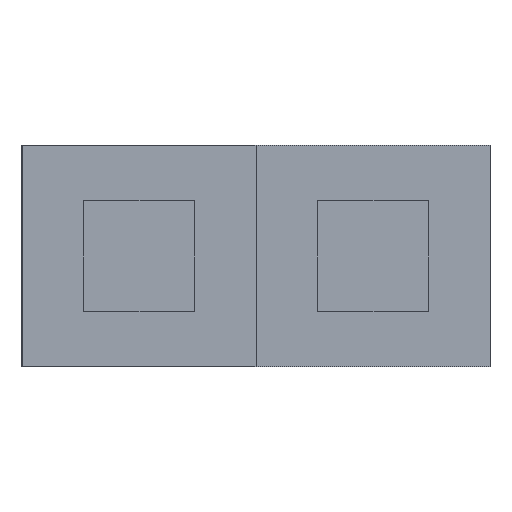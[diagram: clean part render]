
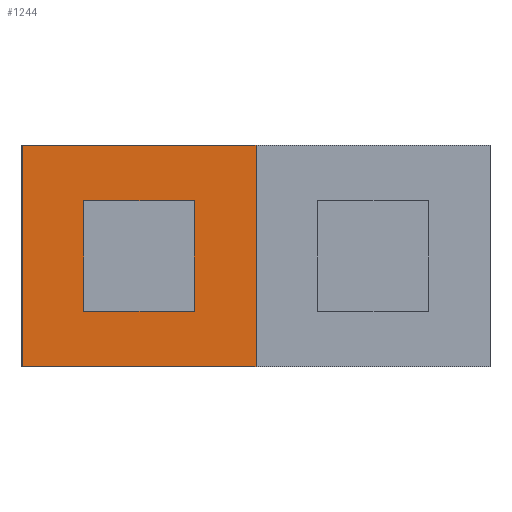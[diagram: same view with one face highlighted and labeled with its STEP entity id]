
A CAD part, front view. The second image highlights one B-rep face of the part: STEP entity #1244.
In plain terms, the highlighted planar face has unit normal (0, -1, 0).
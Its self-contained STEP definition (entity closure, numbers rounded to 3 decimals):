
#31 = CARTESIAN_POINT ( 'NONE',  ( -0.6, -5., 0.6 ) ) ;
#59 = ORIENTED_EDGE ( 'NONE', *, *, #316, .F. ) ;
#68 = DIRECTION ( 'NONE',  ( 1., 0., 0. ) ) ;
#102 = CARTESIAN_POINT ( 'NONE',  ( -1.27, -5., 1.2 ) ) ;
#138 = VECTOR ( 'NONE', #692, 1000. ) ;
#144 = PLANE ( 'NONE',  #894 ) ;
#154 = LINE ( 'NONE', #31, #661 ) ;
#172 = EDGE_CURVE ( 'NONE', #862, #1234, #1014, .T. ) ;
#191 = CARTESIAN_POINT ( 'NONE',  ( 0.6, -5., -0.6 ) ) ;
#275 = VECTOR ( 'NONE', #1048, 1000. ) ;
#293 = VERTEX_POINT ( 'NONE', #332 ) ;
#316 = EDGE_CURVE ( 'NONE', #455, #523, #907, .T. ) ;
#331 = CARTESIAN_POINT ( 'NONE',  ( -0.6, -5., 0.6 ) ) ;
#332 = CARTESIAN_POINT ( 'NONE',  ( -0.6, -5., -0.6 ) ) ;
#338 = DIRECTION ( 'NONE',  ( 0., 0., 1. ) ) ;
#339 = VERTEX_POINT ( 'NONE', #988 ) ;
#391 = DIRECTION ( 'NONE',  ( 0., 0., -1. ) ) ;
#400 = LINE ( 'NONE', #797, #138 ) ;
#415 = EDGE_CURVE ( 'NONE', #293, #877, #697, .T. ) ;
#455 = VERTEX_POINT ( 'NONE', #628 ) ;
#456 = CARTESIAN_POINT ( 'NONE',  ( -1.27, -5., 1.2 ) ) ;
#523 = VERTEX_POINT ( 'NONE', #331 ) ;
#541 = ORIENTED_EDGE ( 'NONE', *, *, #1186, .F. ) ;
#577 = EDGE_CURVE ( 'NONE', #339, #1234, #1036, .T. ) ;
#628 = CARTESIAN_POINT ( 'NONE',  ( 0.6, -5., 0.6 ) ) ;
#652 = ORIENTED_EDGE ( 'NONE', *, *, #1224, .F. ) ;
#661 = VECTOR ( 'NONE', #1131, 1000. ) ;
#675 = LINE ( 'NONE', #102, #915 ) ;
#692 = DIRECTION ( 'NONE',  ( 1., 0., 0. ) ) ;
#697 = LINE ( 'NONE', #858, #1196 ) ;
#715 = CARTESIAN_POINT ( 'NONE',  ( 0.6, -5., 0.6 ) ) ;
#734 = ORIENTED_EDGE ( 'NONE', *, *, #1058, .F. ) ;
#736 = VERTEX_POINT ( 'NONE', #456 ) ;
#753 = ORIENTED_EDGE ( 'NONE', *, *, #1061, .T. ) ;
#758 = DIRECTION ( 'NONE',  ( 1., 0., 0. ) ) ;
#772 = FACE_BOUND ( 'NONE', #1201, .T. ) ;
#781 = VECTOR ( 'NONE', #758, 1000. ) ;
#797 = CARTESIAN_POINT ( 'NONE',  ( -1.27, -5., 1.2 ) ) ;
#822 = DIRECTION ( 'NONE',  ( 0., 0., 1. ) ) ;
#826 = ORIENTED_EDGE ( 'NONE', *, *, #415, .F. ) ;
#837 = CARTESIAN_POINT ( 'NONE',  ( 1.27, -5., -1.2 ) ) ;
#858 = CARTESIAN_POINT ( 'NONE',  ( -0.6, -5., -0.6 ) ) ;
#862 = VERTEX_POINT ( 'NONE', #879 ) ;
#877 = VERTEX_POINT ( 'NONE', #191 ) ;
#879 = CARTESIAN_POINT ( 'NONE',  ( -1.27, -5., -1.2 ) ) ;
#894 = AXIS2_PLACEMENT_3D ( 'NONE', #952, #1254, #338 ) ;
#907 = LINE ( 'NONE', #951, #275 ) ;
#915 = VECTOR ( 'NONE', #391, 1000. ) ;
#946 = VECTOR ( 'NONE', #822, 1000. ) ;
#951 = CARTESIAN_POINT ( 'NONE',  ( -0.6, -5., 0.6 ) ) ;
#952 = CARTESIAN_POINT ( 'NONE',  ( -1.27, -5., 1.2 ) ) ;
#959 = CARTESIAN_POINT ( 'NONE',  ( 1.27, -5., 1.2 ) ) ;
#988 = CARTESIAN_POINT ( 'NONE',  ( 1.27, -5., 1.2 ) ) ;
#1014 = LINE ( 'NONE', #1154, #781 ) ;
#1036 = LINE ( 'NONE', #959, #1055 ) ;
#1047 = DIRECTION ( 'NONE',  ( 0., 0., -1. ) ) ;
#1048 = DIRECTION ( 'NONE',  ( -1., 0., 0. ) ) ;
#1055 = VECTOR ( 'NONE', #1047, 1000. ) ;
#1058 = EDGE_CURVE ( 'NONE', #736, #339, #400, .T. ) ;
#1061 = EDGE_CURVE ( 'NONE', #736, #862, #675, .T. ) ;
#1068 = EDGE_LOOP ( 'NONE', ( #1183, #1217, #734, #753 ) ) ;
#1072 = FACE_OUTER_BOUND ( 'NONE', #1068, .T. ) ;
#1131 = DIRECTION ( 'NONE',  ( 0., 0., -1. ) ) ;
#1154 = CARTESIAN_POINT ( 'NONE',  ( -1.27, -5., -1.2 ) ) ;
#1183 = ORIENTED_EDGE ( 'NONE', *, *, #172, .T. ) ;
#1186 = EDGE_CURVE ( 'NONE', #523, #293, #154, .T. ) ;
#1196 = VECTOR ( 'NONE', #68, 1000. ) ;
#1201 = EDGE_LOOP ( 'NONE', ( #59, #652, #826, #541 ) ) ;
#1205 = LINE ( 'NONE', #715, #946 ) ;
#1217 = ORIENTED_EDGE ( 'NONE', *, *, #577, .F. ) ;
#1224 = EDGE_CURVE ( 'NONE', #877, #455, #1205, .T. ) ;
#1234 = VERTEX_POINT ( 'NONE', #837 ) ;
#1244 = ADVANCED_FACE ( 'NONE', ( #772, #1072 ), #144, .F. ) ;
#1254 = DIRECTION ( 'NONE',  ( 0., 1., 0. ) ) ;
